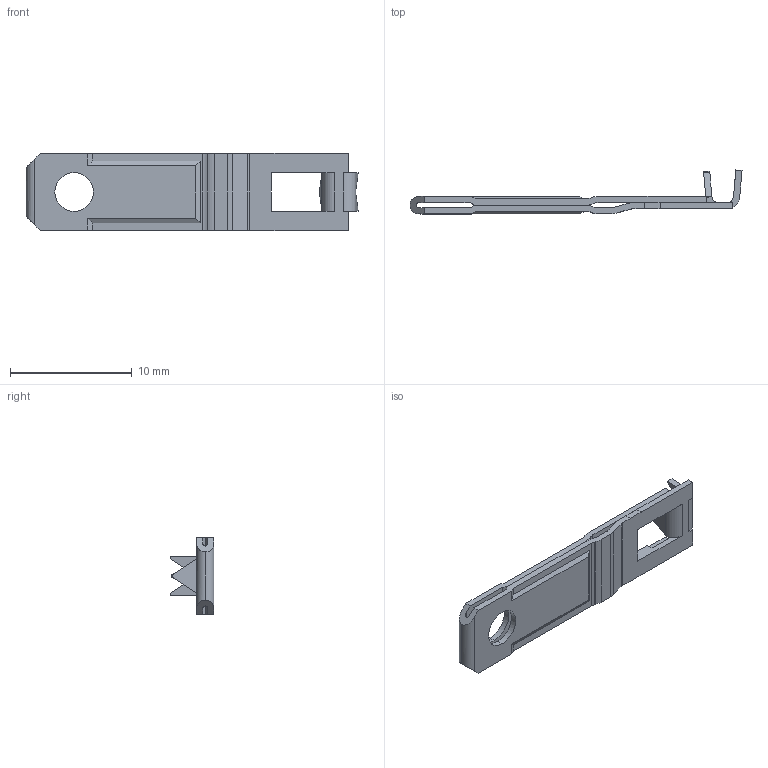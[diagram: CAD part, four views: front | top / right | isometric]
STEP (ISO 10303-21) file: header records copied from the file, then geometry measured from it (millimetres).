
FILE_DESCRIPTION (( 'STEP AP203' ), '1' );
FILE_NAME ('14319.STEP', '2015-02-23T19:58:30', ( '' ), ( '' ), 'SwSTEP 2.0', 'SolidWorks 2014', '' );
FILE_SCHEMA (( 'CONFIG_CONTROL_DESIGN' ));
Length unit declared in the file: inch
Products named in the file (1): 14319
Bounding box: 27.32 x 3.61 x 6.35 mm (x, y, z)
Volume: 145.3 mm3; surface area: 589.5 mm2
Topology: 1 solids, 1 shells, 251 faces, 691 edges, 446 vertices
Faces by surface type: plane 191, cylinder 31, bspline 29
Entity records: 9296 total; most frequent: CARTESIAN_POINT 3002, ORIENTED_EDGE 1382, DIRECTION 1129, EDGE_CURVE 691, LINE 567, VECTOR 567, VERTEX_POINT 446, AXIS2_PLACEMENT_3D 281
